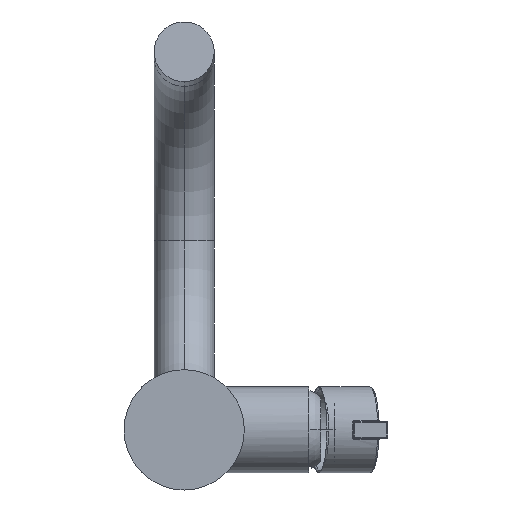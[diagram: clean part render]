
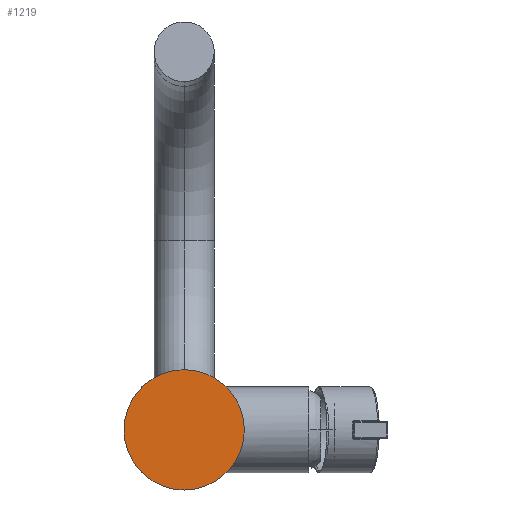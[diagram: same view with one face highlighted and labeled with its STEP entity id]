
A CAD part, front view. The second image highlights one B-rep face of the part: STEP entity #1219.
In plain terms, the highlighted planar face has unit normal (0, -1, 0).
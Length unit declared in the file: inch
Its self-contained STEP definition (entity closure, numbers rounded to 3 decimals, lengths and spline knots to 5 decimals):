
#603=CARTESIAN_POINT('',(0.,0.75,0.));
#604=DIRECTION('',(0.,-1.,0.));
#605=DIRECTION('',(1.,0.,0.));
#606=AXIS2_PLACEMENT_3D('',#603,#604,#605);
#611=CARTESIAN_POINT('',(0.,0.75,0.));
#612=DIRECTION('',(0.,-1.,0.));
#613=DIRECTION('',(-1.,0.,0.));
#614=AXIS2_PLACEMENT_3D('',#611,#612,#613);
#740=CARTESIAN_POINT('',(0.875,0.75,0.));
#741=CARTESIAN_POINT('',(-0.875,0.75,0.));
#742=VERTEX_POINT('',#740);
#743=VERTEX_POINT('',#741);
#1210=CARTESIAN_POINT('',(0.,0.75,0.));
#1211=DIRECTION('',(0.,1.,0.));
#1212=DIRECTION('',(-1.,0.,0.));
#1213=AXIS2_PLACEMENT_3D('',#1210,#1211,#1212);
#1214=PLANE('',#1213);
#1215=ORIENTED_EDGE('',*,*,#1204,.F.);
#1216=ORIENTED_EDGE('',*,*,#1190,.F.);
#1217=EDGE_LOOP('',(#1215,#1216));
#1218=FACE_OUTER_BOUND('',#1217,.F.);
#607=CIRCLE('',#606,0.875);
#615=CIRCLE('',#614,0.875);
#1190=EDGE_CURVE('',#743,#742,#615,.T.);
#1204=EDGE_CURVE('',#742,#743,#607,.T.);
#1219=ADVANCED_FACE('',(#1218),#1214,.F.);
